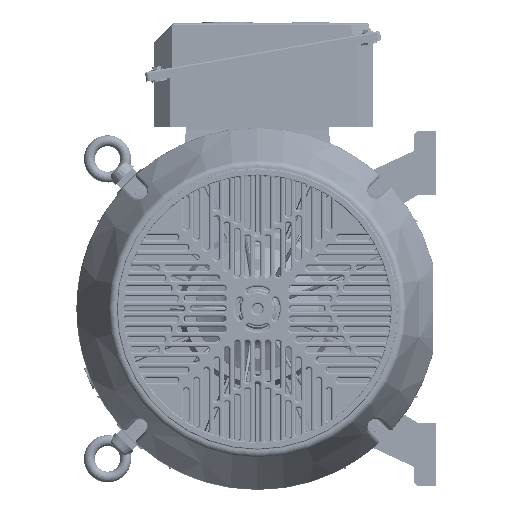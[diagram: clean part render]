
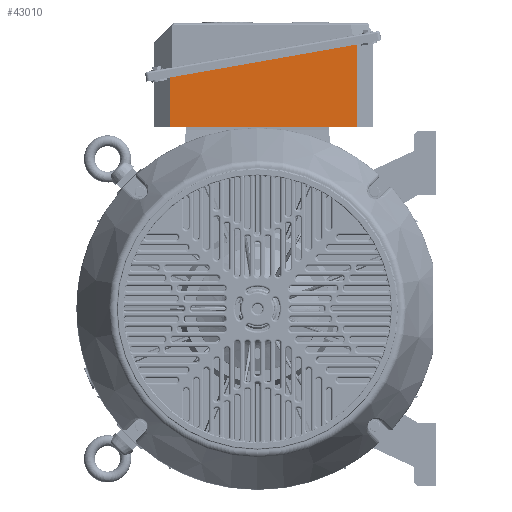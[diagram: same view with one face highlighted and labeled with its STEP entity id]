
A CAD part, left-side view. The second image highlights one B-rep face of the part: STEP entity #43010.
In plain terms, the highlighted face is planar.
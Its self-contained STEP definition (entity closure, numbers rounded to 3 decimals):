
#42817 = VERTEX_POINT ( 'NONE', #91245 ) ;
#42921 = VERTEX_POINT ( 'NONE', #91335 ) ;
#42926 = EDGE_CURVE ( 'NONE', #42817, #42921, #91393, .T. ) ;
#42985 = VERTEX_POINT ( 'NONE', #91453 ) ;
#43010 = ADVANCED_FACE ( 'NONE', ( #91436 ), #91435, .F. ) ;
#43016 = EDGE_LOOP ( 'NONE', ( #43019, #43026, #43030, #43037 ) ) ;
#43019 = ORIENTED_EDGE ( 'NONE', *, *, #43023, .F. ) ;
#43023 = EDGE_CURVE ( 'NONE', #42817, #42985, #91487, .T. ) ;
#43026 = ORIENTED_EDGE ( 'NONE', *, *, #42926, .T. ) ;
#43030 = ORIENTED_EDGE ( 'NONE', *, *, #43032, .F. ) ;
#43032 = EDGE_CURVE ( 'NONE', #43047, #42921, #91483, .T. ) ;
#43037 = ORIENTED_EDGE ( 'NONE', *, *, #43043, .T. ) ;
#43043 = EDGE_CURVE ( 'NONE', #43047, #42985, #91469, .T. ) ;
#43047 = VERTEX_POINT ( 'NONE', #91465 ) ;
#91245 = CARTESIAN_POINT ( 'NONE',  ( 318.031, 3., 149. ) ) ;
#91335 = CARTESIAN_POINT ( 'NONE',  ( 318.031, 131.501, 149. ) ) ;
#91390 = DIRECTION ( 'NONE',  ( 0., 1., 0. ) ) ;
#91391 = VECTOR ( 'NONE', #91390, 1000. ) ;
#91392 = CARTESIAN_POINT ( 'NONE',  ( 318.031, 0., 149. ) ) ;
#91393 = LINE ( 'NONE', #91392, #91391 ) ;
#91430 = DIRECTION ( 'NONE',  ( -1., 0., 0. ) ) ;
#91431 = DIRECTION ( 'NONE',  ( 0., 0., -1. ) ) ;
#91432 = AXIS2_PLACEMENT_3D ( 'NONE', #91434, #91431, #91430 ) ;
#91434 = CARTESIAN_POINT ( 'NONE',  ( 0., 0., 149. ) ) ;
#91435 = PLANE ( 'NONE',  #91432 ) ;
#91436 = FACE_OUTER_BOUND ( 'NONE', #43016, .T. ) ;
#91453 = CARTESIAN_POINT ( 'NONE',  ( 25.515, 3., 149. ) ) ;
#91465 = CARTESIAN_POINT ( 'NONE',  ( 25.515, 79.923, 149. ) ) ;
#91466 = DIRECTION ( 'NONE',  ( 0., -1., 0. ) ) ;
#91467 = VECTOR ( 'NONE', #91466, 1000. ) ;
#91468 = CARTESIAN_POINT ( 'NONE',  ( 25.515, 0., 149. ) ) ;
#91469 = LINE ( 'NONE', #91468, #91467 ) ;
#91480 = DIRECTION ( 'NONE',  ( 0.985, 0.174, 0. ) ) ;
#91481 = VECTOR ( 'NONE', #91480, 1000. ) ;
#91482 = CARTESIAN_POINT ( 'NONE',  ( -12.898, 73.149, 149. ) ) ;
#91483 = LINE ( 'NONE', #91482, #91481 ) ;
#91484 = DIRECTION ( 'NONE',  ( -1., 0., 0. ) ) ;
#91485 = VECTOR ( 'NONE', #91484, 1000. ) ;
#91486 = CARTESIAN_POINT ( 'NONE',  ( 0., 3., 149. ) ) ;
#91487 = LINE ( 'NONE', #91486, #91485 ) ;
